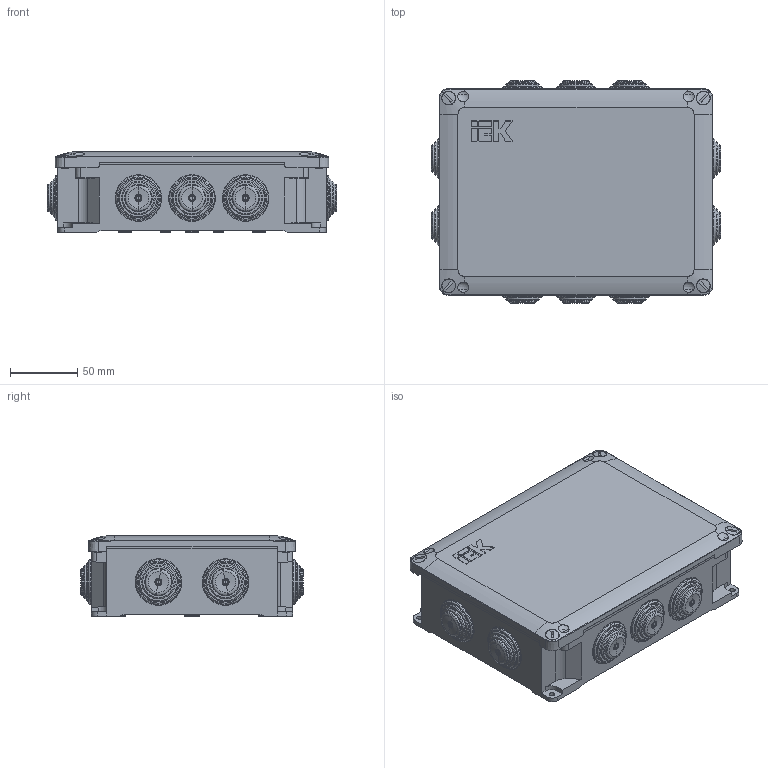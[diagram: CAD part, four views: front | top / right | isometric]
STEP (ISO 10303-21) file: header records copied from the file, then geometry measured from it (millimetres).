
FILE_DESCRIPTION (( 'STEP AP203' ), '1' );
FILE_NAME ('UKO10-200-150-060-K41-65 Êîðîáêà ðàñï. ÊÌ äëÿ îï 200õ150õ60ìì IP65 10 ââ. (7035) IEK.STEP', '2022-07-29T09:18:43', ( '' ), ( '' ), 'SwSTEP 2.0', 'SolidWorks 2022', '' );
FILE_SCHEMA (( 'CONFIG_CONTROL_DESIGN' ));
Products named in the file (1): UKO10-200-150-060-K41-65 Коробка расп. КМ для оп 200х150х60мм IP65 10 вв. (7035) IEK
Bounding box: 216.07 x 166.07 x 60 mm (x, y, z)
Volume: 236983.1 mm3; surface area: 243615 mm2
Topology: 17 solids, 17 shells, 3133 faces, 7473 edges, 4567 vertices
Faces by surface type: plane 946, cone 726, cylinder 537, torus 494, bspline 314, sphere 116
Entity records: 116420 total; most frequent: CARTESIAN_POINT 46104, ORIENTED_EDGE 14940, DIRECTION 14703, EDGE_CURVE 7470, AXIS2_PLACEMENT_3D 5959, VERTEX_POINT 4566, EDGE_LOOP 3366, CIRCLE 3139
